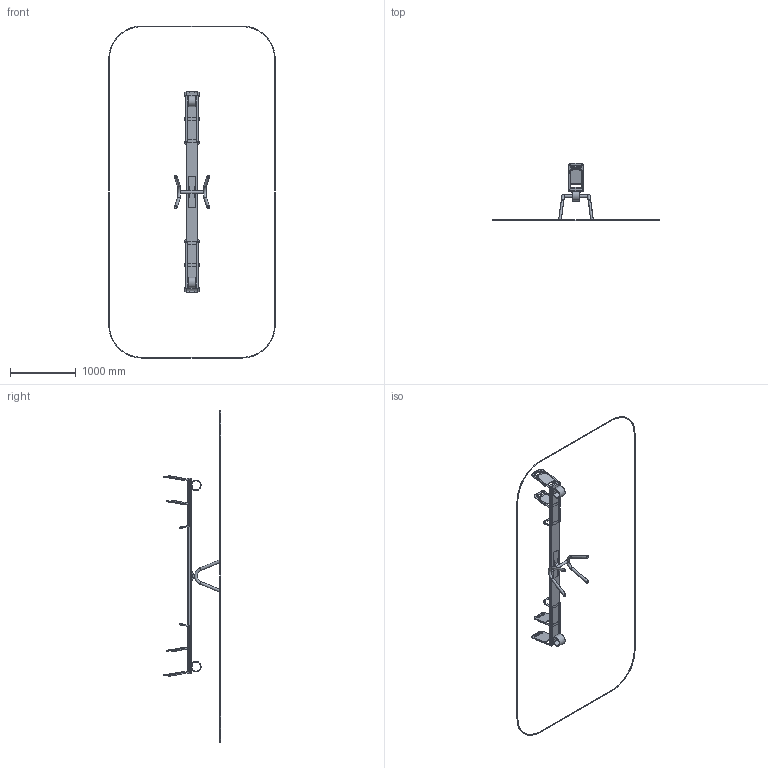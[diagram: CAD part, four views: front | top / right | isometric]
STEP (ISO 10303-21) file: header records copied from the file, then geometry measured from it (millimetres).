
FILE_DESCRIPTION(('STEP AP214'), '1');
FILE_NAME('êà÷àëêà-áàëàíñèð', '', ('UNSPECIFIED'), ('UNSPECIFIED'), 'C3D Converter', 'C3D Toolkit', '');
FILE_SCHEMA(('AUTOMOTIVE_DESIGN { 1 0 10303 214 3 1 1}'));
Length unit declared in the file: millimetre
Products named in the file (29): КБ-01Б4-00.00.00; КБ-01Б4-02.00.00; КБ-01Б-03.00.02; КБ-01Б-03.00.01; КБ-01М-00.00.01; КБ-01Б-00.00.03; КБ-01Б4-01.00.00; КБ-01Б-01.00.00; КБ-01Б.01.00.01; КБ-01Б.01.00.02; КБ-01Б-01.00.03; КБ-01Б-01.00.04; КБ-01Б-01.00.05; КБ-01Б-02.00.00; КБ-01Б-02.00.01; КБ-01Б-02.00.02; КБ-01Б-02.00.04; КБ-01Б4-03.00.00; КБ-01Б4-01.00.01; КБ-01Б-04.00.02; КБ-01Б-04.00.03; КБ-01Б-04.00.04; КБ-01Б-04.00.05; КБ-01Б-04.00.06; КБ-01Б4-01.00.02; КБ-01Б-00.00.01; КБ-01Б4-00.00.01
Assembly tree (42 placements, depth 4):
  КБ-01Б4-00.00.00
    КБ-01Б4-02.00.00
      КБ-01Б-03.00.02
      КБ-01Б-03.00.01
    КБ-01М-00.00.01  x2
    КБ-01Б-00.00.03  x2
    КБ-01Б4-01.00.00
      КБ-01Б-01.00.00
        КБ-01Б.01.00.01
        КБ-01Б.01.00.02  x2
        КБ-01Б-01.00.03
        КБ-01Б-01.00.03
        КБ-01Б-01.00.04  x4
        КБ-01Б-01.00.05  x2
      КБ-01Б-02.00.00
        КБ-01Б-02.00.01
        КБ-01Б-02.00.02  x4
        КБ-01Б-02.00.04
    КБ-01Б4-03.00.00  x2
      КБ-01Б4-01.00.00
        КБ-01Б4-01.00.01  x2
        КБ-01Б-04.00.02
        КБ-01Б-04.00.03
        КБ-01Б-04.00.04  x2
        КБ-01Б-04.00.05
        КБ-01Б-04.00.06  x2
        КБ-01Б4-01.00.02
      КБ-01Б-00.00.01
      КБ-01Б4-00.00.01
Bounding box: 2533.14 x 869.37 x 5053.38 mm (x, y, z)
Volume: 38333547.2 mm3; surface area: 5486529.6 mm2
Topology: 42 solids, 42 shells, 559 faces, 1225 edges, 742 vertices
Faces by surface type: plane 236, cylinder 223, torus 92, sphere 8
Full cylindrical faces by diameter (mm): 15.4 x18, 21 x18, 35.6 x5, 40 x1, 42 x5
Entity records: 11171 total; most frequent: DIRECTION 1515, CARTESIAN_POINT 1390, ORIENTED_EDGE 1170, AXIS2_PLACEMENT_3D 605, EDGE_CURVE 585, VERTEX_POINT 380, EDGE_LOOP 355, LINE 305
